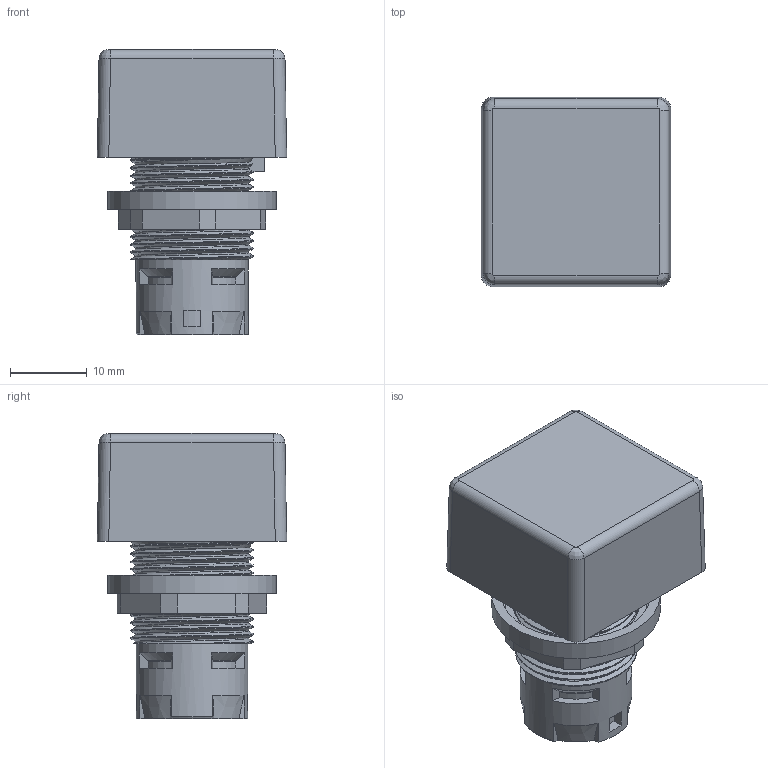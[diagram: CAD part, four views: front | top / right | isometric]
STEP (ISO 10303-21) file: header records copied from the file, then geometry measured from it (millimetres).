
FILE_DESCRIPTION(/* description */ (''),/* implementation_level */ '2;1');
FILE_NAME(/* name */ 'QXP_QXPLL_ipt.stp',/* time_stamp */ '2018-05-07T08:43:19+02:00',/* author */ ('thagel'),/* organization */ (''),/* preprocessor_version */ 'ST-DEVELOPER v16.1',/* originating_system */ 'Autodesk Inventor 2016',/* authorisation */ '');
FILE_SCHEMA (('CONFIG_CONTROL_DESIGN'));
Length unit declared in the file: centimetre
Products named in the file (1): QXP
Bounding box: 24.75 x 24.75 x 37.25 mm (x, y, z)
Volume: 12632.7 mm3; surface area: 6002 mm2
Topology: 1 solids, 7 shells, 201 faces, 518 edges, 334 vertices
Faces by surface type: plane 99, cylinder 61, bspline 24, cone 11, torus 6
Full cylindrical faces by diameter (mm): 14.65 x1, 16 x1, 16.5 x1, 19.5 x1, 22 x1
Entity records: 10299 total; most frequent: CARTESIAN_POINT 5662, ORIENTED_EDGE 1008, DIRECTION 870, EDGE_CURVE 504, VERTEX_POINT 331, AXIS2_PLACEMENT_3D 314, LINE 242, VECTOR 242
